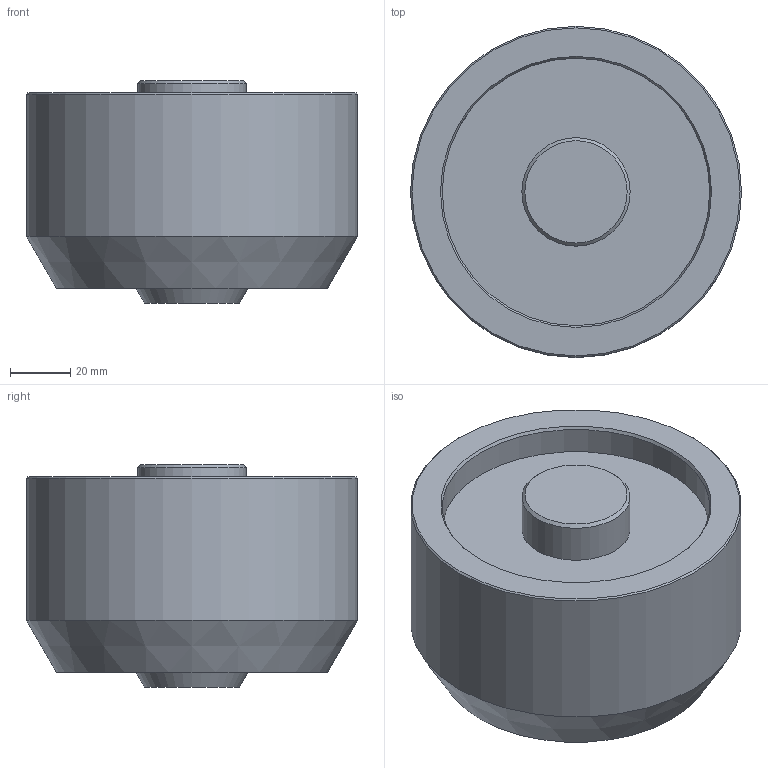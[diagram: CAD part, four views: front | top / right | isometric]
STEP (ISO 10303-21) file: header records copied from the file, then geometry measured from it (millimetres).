
FILE_DESCRIPTION(/* description */ (''),/* implementation_level */ '2;1');
FILE_NAME(/* name */ '1555306818948.stp',/* time_stamp */ '2019-04-15T07:40:33+02:00',/* author */ (''),/* organization */ ('SMS'),/* preprocessor_version */ 'ST-DEVELOPER v15',/* originating_system */ 'SIEMENS PLM Software NX 8.5',/* authorisation */ '');
FILE_SCHEMA (('AUTOMOTIVE_DESIGN { 1 0 10303 214 3 1 1 1 }'));
Length unit declared in the file: millimetre
Products named in the file (1): 202305184mod000_00
Bounding box: 110 x 110 x 74 mm (x, y, z)
Volume: 546317.8 mm3; surface area: 43029.4 mm2
Topology: 1 solids, 1 shells, 13 faces, 21 edges, 16 vertices
Faces by surface type: plane 5, cone 5, cylinder 3
Full cylindrical faces by diameter (mm): 36 x1, 88.882 x1, 110 x1
Entity records: 323 total; most frequent: DIRECTION 58, CARTESIAN_POINT 44, AXIS2_PLACEMENT_3D 29, EDGE_LOOP 24, ORIENTED_EDGE 24, FACE_BOUND 22, ADVANCED_FACE 13, VERTEX_POINT 12
